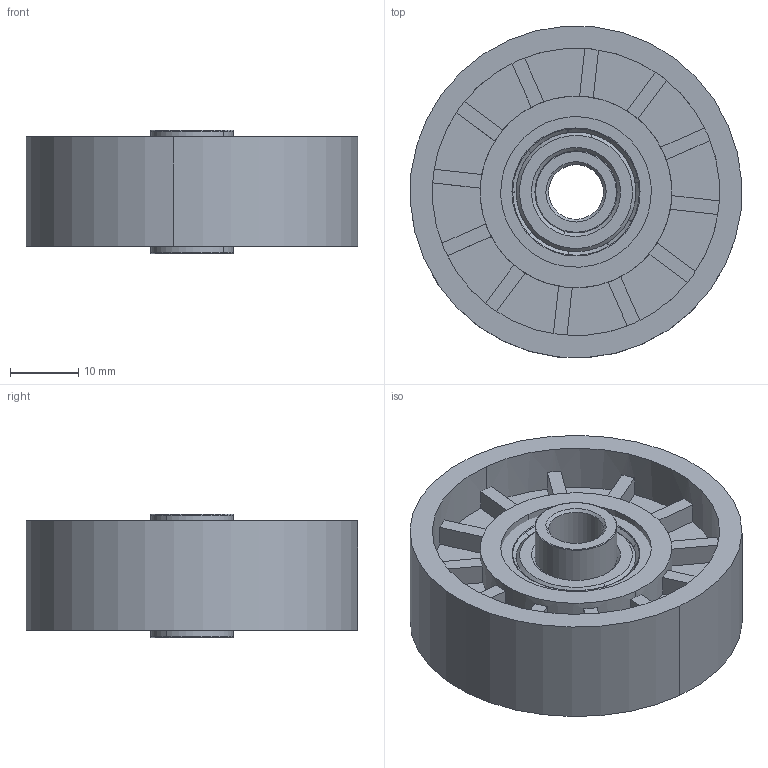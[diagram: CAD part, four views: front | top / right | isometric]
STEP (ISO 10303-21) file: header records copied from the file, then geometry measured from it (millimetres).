
FILE_DESCRIPTION (( 'STEP AP214' ), '1' );
FILE_NAME ('Ñáîðêà1.STEP', '2024-06-07T12:13:17', ( '' ), ( '' ), 'SwSTEP 2.0', 'SolidWorks 2022', '' );
FILE_SCHEMA (( 'AUTOMOTIVE_DESIGN' ));
Length unit declared in the file: millimetre
Products named in the file (7): B292 -подшипник1; В292 - подшипник4; В292-подшипник3; B292-подшипник2; Сборка1; B292 Ролик Ф48,5 желтый; B292- ролик
Assembly tree (6 placements, depth 3):
  Сборка1
    B292 Ролик Ф48,5 желтый
      B292 -подшипник1
      B292- ролик
      B292-подшипник2
      В292 - подшипник4
      В292-подшипник3
Bounding box: 48.4 x 48.4 x 18 mm (x, y, z)
Volume: 16407.2 mm3; surface area: 13978.9 mm2
Topology: 5 solids, 5 shells, 232 faces, 602 edges, 380 vertices
Faces by surface type: plane 160, cone 32, cylinder 28, torus 12
Entity records: 7438 total; most frequent: CARTESIAN_POINT 1332, DIRECTION 1310, ORIENTED_EDGE 1204, EDGE_CURVE 602, AXIS2_PLACEMENT_3D 502, VERTEX_POINT 380, VECTOR 306, LINE 306
